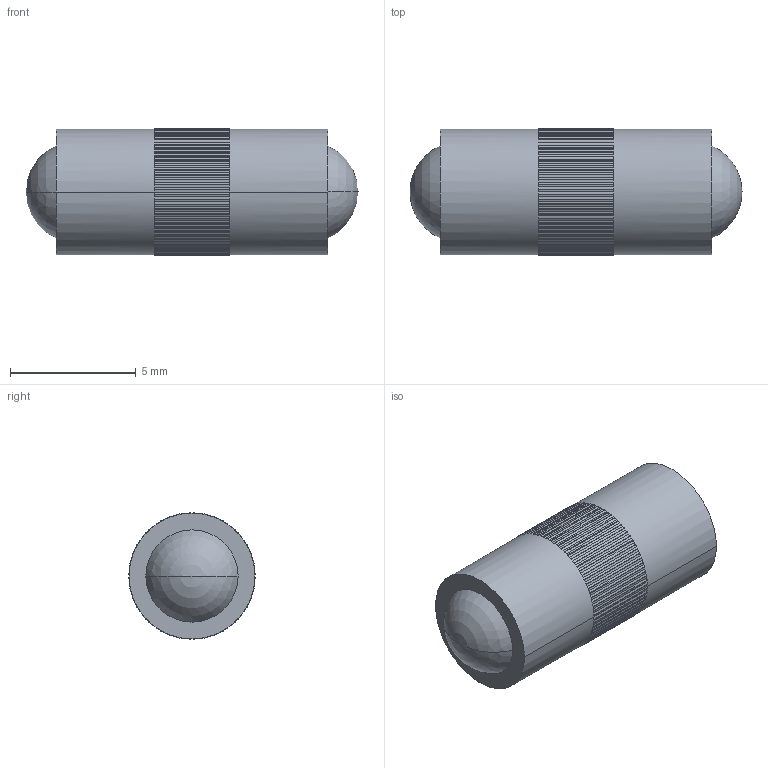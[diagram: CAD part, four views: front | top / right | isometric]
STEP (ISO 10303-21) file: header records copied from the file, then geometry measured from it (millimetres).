
FILE_DESCRIPTION(('STEP AP214'),'1');
FILE_NAME(' ',' ',('TraceParts'),('TraceParts S.A.'),'XStep 1.0',' ',' ');
FILE_SCHEMA(('automotive_design'));
Length unit declared in the file: millimetre
Products named in the file (1): 1
Bounding box: 13.2 x 5.03 x 5.03 mm (x, y, z)
Volume: 144.8 mm3; surface area: 400.5 mm2
Topology: 1 solids, 4 shells, 426 faces, 934 edges, 508 vertices
Faces by surface type: plane 324, cylinder 90, sphere 12
Entity records: 21890 total; most frequent: DIRECTION 2136, STYLED_ITEM 1861, PRESENTATION_STYLE_ASSIGNMENT 1861, CARTESIAN_POINT 1861, COLOUR_RGB 1861, ORIENTED_EDGE 1860, EDGE_CURVE 926, CURVE_STYLE 926
